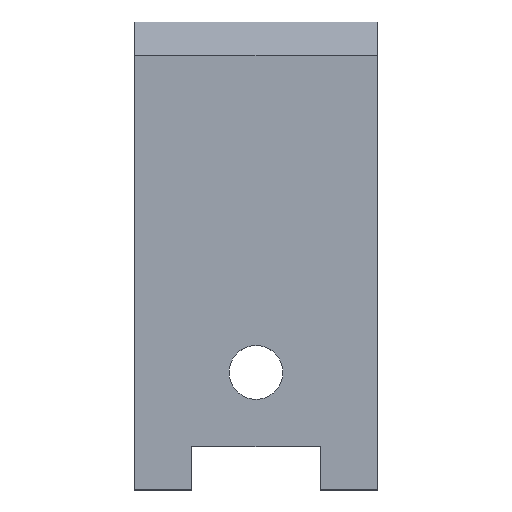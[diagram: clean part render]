
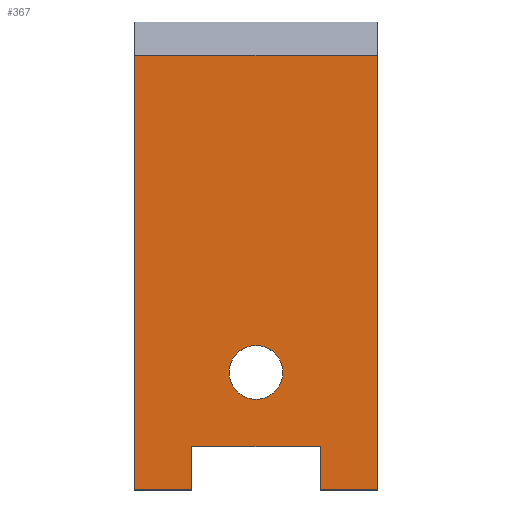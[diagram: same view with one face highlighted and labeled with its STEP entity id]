
A CAD part, top view. The second image highlights one B-rep face of the part: STEP entity #367.
In plain terms, the highlighted planar face has unit normal (0, 0, 1).
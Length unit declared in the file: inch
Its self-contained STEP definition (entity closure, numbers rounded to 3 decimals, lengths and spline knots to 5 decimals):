
#2 = VECTOR ( 'NONE', #328, 39.37008 ) ;
#9 = EDGE_CURVE ( 'NONE', #36, #263, #117, .T. ) ;
#21 = DIRECTION ( 'NONE',  ( 1., 0., 0. ) ) ;
#26 = CARTESIAN_POINT ( 'NONE',  ( 0.6875, 0., 0.033 ) ) ;
#36 = VERTEX_POINT ( 'NONE', #218 ) ;
#42 = CIRCLE ( 'NONE', #94, 0.1 ) ;
#44 = ORIENTED_EDGE ( 'NONE', *, *, #95, .T. ) ;
#48 = CARTESIAN_POINT ( 'NONE',  ( 0., 0., 0.033 ) ) ;
#50 = LINE ( 'NONE', #48, #2 ) ;
#53 = DIRECTION ( 'NONE',  ( -1., 0., 0. ) ) ;
#58 = CARTESIAN_POINT ( 'NONE',  ( 0.2125, 0.161, 0.033 ) ) ;
#60 = VERTEX_POINT ( 'NONE', #210 ) ;
#64 = ORIENTED_EDGE ( 'NONE', *, *, #254, .T. ) ;
#71 = CARTESIAN_POINT ( 'NONE',  ( 0.6875, 0., 0.033 ) ) ;
#73 = CARTESIAN_POINT ( 'NONE',  ( 0.9, 0., 0.033 ) ) ;
#78 = CARTESIAN_POINT ( 'NONE',  ( 4.46963, 1.61284, 0.033 ) ) ;
#86 = VERTEX_POINT ( 'NONE', #71 ) ;
#94 = AXIS2_PLACEMENT_3D ( 'NONE', #126, #326, #223 ) ;
#95 = EDGE_CURVE ( 'NONE', #60, #263, #385, .T. ) ;
#100 = VERTEX_POINT ( 'NONE', #148 ) ;
#101 = CARTESIAN_POINT ( 'NONE',  ( 0., 1.736, 0.033 ) ) ;
#114 = AXIS2_PLACEMENT_3D ( 'NONE', #101, #130, #373 ) ;
#117 = LINE ( 'NONE', #357, #303 ) ;
#124 = LINE ( 'NONE', #58, #413 ) ;
#126 = CARTESIAN_POINT ( 'NONE',  ( 0.45, 0.436, 0.033 ) ) ;
#130 = DIRECTION ( 'NONE',  ( 0., 0., -1. ) ) ;
#136 = ORIENTED_EDGE ( 'NONE', *, *, #243, .T. ) ;
#138 = ORIENTED_EDGE ( 'NONE', *, *, #327, .F. ) ;
#144 = CARTESIAN_POINT ( 'NONE',  ( 0., 0., 0.033 ) ) ;
#146 = EDGE_CURVE ( 'NONE', #343, #320, #249, .T. ) ;
#148 = CARTESIAN_POINT ( 'NONE',  ( 0.35, 0.436, 0.033 ) ) ;
#151 = CIRCLE ( 'NONE', #429, 0.1 ) ;
#159 = LINE ( 'NONE', #368, #178 ) ;
#172 = ORIENTED_EDGE ( 'NONE', *, *, #146, .T. ) ;
#178 = VECTOR ( 'NONE', #21, 39.37008 ) ;
#181 = DIRECTION ( 'NONE',  ( 0., -1., 0. ) ) ;
#192 = ORIENTED_EDGE ( 'NONE', *, *, #308, .T. ) ;
#193 = PLANE ( 'NONE',  #114 ) ;
#197 = VECTOR ( 'NONE', #53, 39.37008 ) ;
#199 = FACE_OUTER_BOUND ( 'NONE', #374, .T. ) ;
#202 = ORIENTED_EDGE ( 'NONE', *, *, #322, .F. ) ;
#203 = DIRECTION ( 'NONE',  ( -1., 0., 0. ) ) ;
#210 = CARTESIAN_POINT ( 'NONE',  ( 0., 0., 0.033 ) ) ;
#216 = DIRECTION ( 'NONE',  ( 0., 1., 0. ) ) ;
#218 = CARTESIAN_POINT ( 'NONE',  ( 0.2125, 0.161, 0.033 ) ) ;
#223 = DIRECTION ( 'NONE',  ( 1., 0., 0. ) ) ;
#225 = ORIENTED_EDGE ( 'NONE', *, *, #302, .F. ) ;
#228 = ORIENTED_EDGE ( 'NONE', *, *, #9, .F. ) ;
#230 = VERTEX_POINT ( 'NONE', #332 ) ;
#234 = VERTEX_POINT ( 'NONE', #294 ) ;
#235 = FACE_BOUND ( 'NONE', #315, .T. ) ;
#243 = EDGE_CURVE ( 'NONE', #320, #234, #403, .T. ) ;
#249 = LINE ( 'NONE', #73, #250 ) ;
#250 = VECTOR ( 'NONE', #216, 39.37008 ) ;
#254 = EDGE_CURVE ( 'NONE', #86, #343, #159, .T. ) ;
#256 = CARTESIAN_POINT ( 'NONE',  ( 0.2125, 0., 0.033 ) ) ;
#262 = CARTESIAN_POINT ( 'NONE',  ( 0.9, 1.61284, 0.033 ) ) ;
#263 = VERTEX_POINT ( 'NONE', #256 ) ;
#267 = ORIENTED_EDGE ( 'NONE', *, *, #360, .F. ) ;
#276 = DIRECTION ( 'NONE',  ( 1., 0., 0. ) ) ;
#294 = CARTESIAN_POINT ( 'NONE',  ( 0., 1.61284, 0.033 ) ) ;
#302 = EDGE_CURVE ( 'NONE', #230, #100, #42, .T. ) ;
#303 = VECTOR ( 'NONE', #181, 39.37008 ) ;
#305 = CARTESIAN_POINT ( 'NONE',  ( 0.45, 0.436, 0.033 ) ) ;
#308 = EDGE_CURVE ( 'NONE', #234, #60, #50, .T. ) ;
#309 = CARTESIAN_POINT ( 'NONE',  ( 0.6875, 0.161, 0.033 ) ) ;
#311 = VECTOR ( 'NONE', #442, 39.37008 ) ;
#312 = CARTESIAN_POINT ( 'NONE',  ( 0.9, 0., 0.033 ) ) ;
#315 = EDGE_LOOP ( 'NONE', ( #225, #138 ) ) ;
#320 = VERTEX_POINT ( 'NONE', #262 ) ;
#322 = EDGE_CURVE ( 'NONE', #341, #36, #124, .T. ) ;
#326 = DIRECTION ( 'NONE',  ( 0., 0., 1. ) ) ;
#327 = EDGE_CURVE ( 'NONE', #100, #230, #151, .T. ) ;
#328 = DIRECTION ( 'NONE',  ( 0., -1., 0. ) ) ;
#332 = CARTESIAN_POINT ( 'NONE',  ( 0.55, 0.436, 0.033 ) ) ;
#341 = VERTEX_POINT ( 'NONE', #309 ) ;
#343 = VERTEX_POINT ( 'NONE', #312 ) ;
#357 = CARTESIAN_POINT ( 'NONE',  ( 0.2125, 0., 0.033 ) ) ;
#360 = EDGE_CURVE ( 'NONE', #86, #341, #418, .T. ) ;
#367 = ADVANCED_FACE ( 'NONE', ( #235, #199 ), #193, .F. ) ;
#368 = CARTESIAN_POINT ( 'NONE',  ( 0., 0., 0.033 ) ) ;
#373 = DIRECTION ( 'NONE',  ( -1., 0., 0. ) ) ;
#374 = EDGE_LOOP ( 'NONE', ( #44, #228, #202, #267, #64, #172, #136, #192 ) ) ;
#380 = DIRECTION ( 'NONE',  ( 0., 0., 1. ) ) ;
#385 = LINE ( 'NONE', #144, #441 ) ;
#396 = DIRECTION ( 'NONE',  ( 1., 0., 0. ) ) ;
#403 = LINE ( 'NONE', #78, #197 ) ;
#413 = VECTOR ( 'NONE', #203, 39.37008 ) ;
#418 = LINE ( 'NONE', #26, #311 ) ;
#429 = AXIS2_PLACEMENT_3D ( 'NONE', #305, #380, #276 ) ;
#441 = VECTOR ( 'NONE', #396, 39.37008 ) ;
#442 = DIRECTION ( 'NONE',  ( 0., 1., 0. ) ) ;
